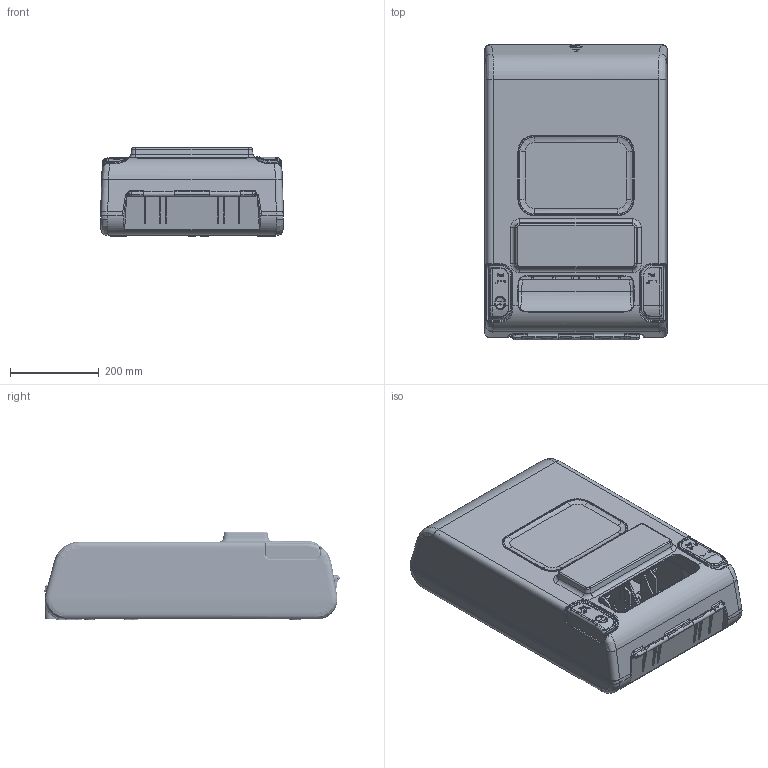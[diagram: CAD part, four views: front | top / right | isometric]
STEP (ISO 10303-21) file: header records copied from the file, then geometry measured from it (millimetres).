
FILE_DESCRIPTION (( 'STEP AP203' ), '1' );
FILE_NAME ('Model P - Exterior File.STEP', '2022-04-20T13:57:15', ( '' ), ( '' ), 'SwSTEP 2.0', 'SolidWorks 2019', '' );
FILE_SCHEMA (( 'CONFIG_CONTROL_DESIGN' ));
Products named in the file (1): Model P - Exterior File
Bounding box: 412.51 x 666.46 x 199.03 mm (x, y, z)
Volume: 4353958.1 mm3; surface area: 3120214 mm2
Topology: 31 solids, 31 shells, 5773 faces, 15751 edges, 10219 vertices
Faces by surface type: plane 3414, cylinder 1545, bspline 395, torus 180, cone 151, sphere 88
Entity records: 221879 total; most frequent: CARTESIAN_POINT 79860, ORIENTED_EDGE 31408, DIRECTION 26850, EDGE_CURVE 15704, VERTEX_POINT 10203, VECTOR 9832, LINE 9832, AXIS2_PLACEMENT_3D 8509
